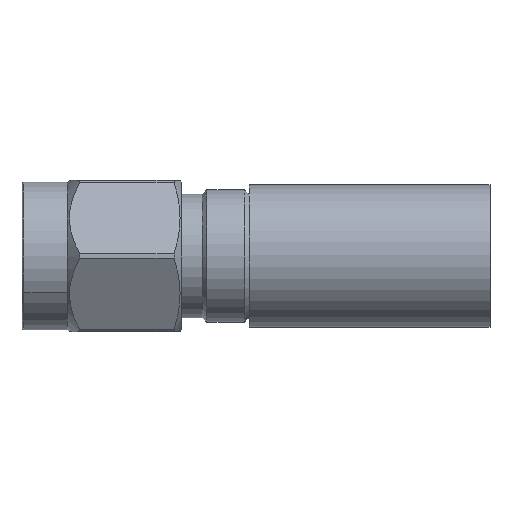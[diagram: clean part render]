
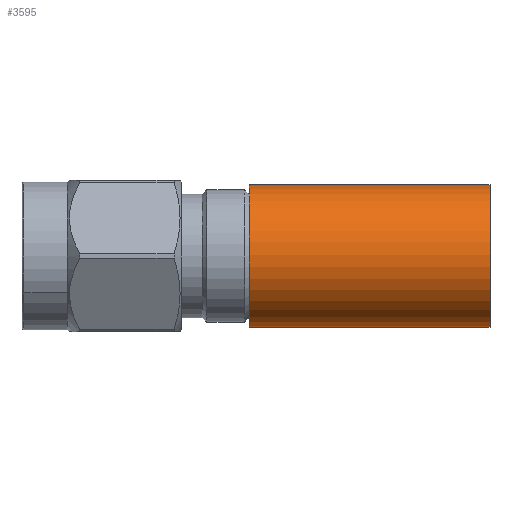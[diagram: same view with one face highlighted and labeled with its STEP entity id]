
A CAD part, front view. The second image highlights one B-rep face of the part: STEP entity #3595.
In plain terms, the highlighted cylindrical face has radius 3.75 mm (diameter 7.5 mm), a partial arc.
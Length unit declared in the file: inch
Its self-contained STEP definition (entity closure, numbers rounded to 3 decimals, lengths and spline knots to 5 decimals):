
#810 = AXIS2_PLACEMENT_3D ( 'NONE', #12729, #29003, #45266 ) ;
#1994 = CARTESIAN_POINT ( 'NONE',  ( 0., 0., -0.14764 ) ) ;
#3595 = ADVANCED_FACE ( 'NONE', ( #51203 ), #31202, .T. ) ;
#5072 = CIRCLE ( 'NONE', #810, 0.14764 ) ;
#5698 = VERTEX_POINT ( 'NONE', #1994 ) ;
#6682 = DIRECTION ( 'NONE',  ( 0., 0., 1. ) ) ;
#6937 = CARTESIAN_POINT ( 'NONE',  ( 0., 0., 0. ) ) ;
#9978 = LINE ( 'NONE', #42511, #44388 ) ;
#12375 = VERTEX_POINT ( 'NONE', #50638 ) ;
#12592 = CARTESIAN_POINT ( 'NONE',  ( 0.5, 0., 0. ) ) ;
#12729 = CARTESIAN_POINT ( 'NONE',  ( 0., 0., 0. ) ) ;
#17876 = CARTESIAN_POINT ( 'NONE',  ( 0.5, 0., 0.14764 ) ) ;
#20044 = EDGE_CURVE ( 'NONE', #39307, #5698, #9978, .T. ) ;
#22640 = AXIS2_PLACEMENT_3D ( 'NONE', #12592, #24338, #32851 ) ;
#23927 = ORIENTED_EDGE ( 'NONE', *, *, #20044, .F. ) ;
#24338 = DIRECTION ( 'NONE',  ( -1., 0., 0. ) ) ;
#24565 = LINE ( 'NONE', #32037, #27919 ) ;
#25748 = ORIENTED_EDGE ( 'NONE', *, *, #47842, .T. ) ;
#25842 = EDGE_CURVE ( 'NONE', #39307, #42743, #31142, .T. ) ;
#26171 = DIRECTION ( 'NONE',  ( -1., 0., 0. ) ) ;
#27919 = VECTOR ( 'NONE', #32807, 39.37008 ) ;
#29003 = DIRECTION ( 'NONE',  ( -1., 0., 0. ) ) ;
#31142 = CIRCLE ( 'NONE', #22640, 0.14764 ) ;
#31202 = CYLINDRICAL_SURFACE ( 'NONE', #33682, 0.14764 ) ;
#32037 = CARTESIAN_POINT ( 'NONE',  ( 0., 0., 0.14764 ) ) ;
#32807 = DIRECTION ( 'NONE',  ( -1., 0., 0. ) ) ;
#32851 = DIRECTION ( 'NONE',  ( 0., 0., 1. ) ) ;
#33372 = ORIENTED_EDGE ( 'NONE', *, *, #37073, .F. ) ;
#33682 = AXIS2_PLACEMENT_3D ( 'NONE', #6937, #26171, #6682 ) ;
#36371 = EDGE_LOOP ( 'NONE', ( #23927, #51216, #25748, #33372 ) ) ;
#37073 = EDGE_CURVE ( 'NONE', #5698, #12375, #5072, .T. ) ;
#39307 = VERTEX_POINT ( 'NONE', #47542 ) ;
#42511 = CARTESIAN_POINT ( 'NONE',  ( 0., 0., -0.14764 ) ) ;
#42743 = VERTEX_POINT ( 'NONE', #17876 ) ;
#44388 = VECTOR ( 'NONE', #50267, 39.37008 ) ;
#45266 = DIRECTION ( 'NONE',  ( 0., 0., 1. ) ) ;
#47542 = CARTESIAN_POINT ( 'NONE',  ( 0.5, 0., -0.14764 ) ) ;
#47842 = EDGE_CURVE ( 'NONE', #42743, #12375, #24565, .T. ) ;
#50267 = DIRECTION ( 'NONE',  ( -1., 0., 0. ) ) ;
#50638 = CARTESIAN_POINT ( 'NONE',  ( 0., 0., 0.14764 ) ) ;
#51203 = FACE_OUTER_BOUND ( 'NONE', #36371, .T. ) ;
#51216 = ORIENTED_EDGE ( 'NONE', *, *, #25842, .T. ) ;
